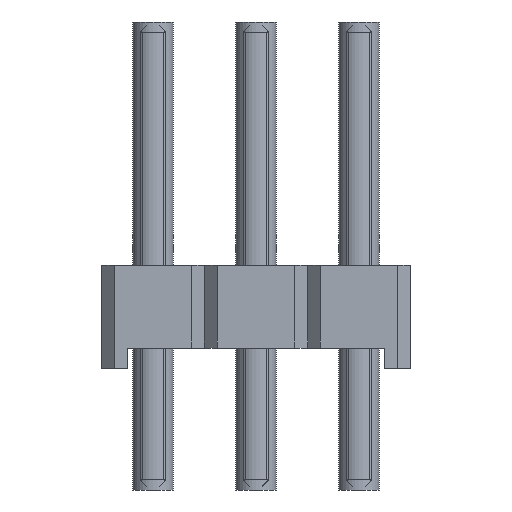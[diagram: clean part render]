
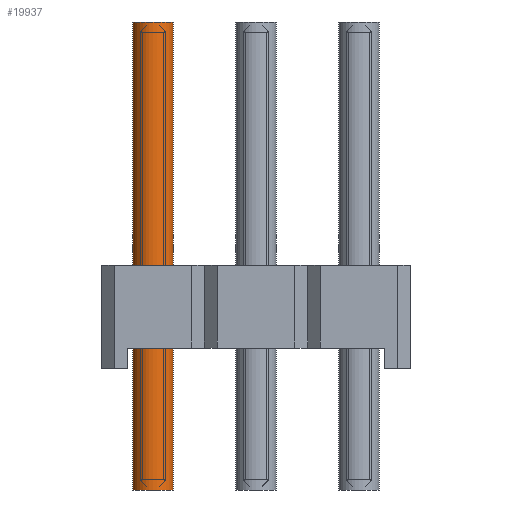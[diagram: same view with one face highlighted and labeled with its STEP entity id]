
A CAD part, left-side view. The second image highlights one B-rep face of the part: STEP entity #19937.
In plain terms, the highlighted cylindrical face has radius 0.5 mm (diameter 1 mm), a full revolution.
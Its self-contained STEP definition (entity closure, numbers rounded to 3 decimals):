
#407=CIRCLE('',#20988,0.5);
#408=CIRCLE('',#20989,0.5);
#1188=CYLINDRICAL_SURFACE('',#20987,0.5);
#1685=ORIENTED_EDGE('',*,*,#7603,.F.);
#1686=ORIENTED_EDGE('',*,*,#7604,.T.);
#7603=EDGE_CURVE('',#10571,#10571,#407,.T.);
#7604=EDGE_CURVE('',#10572,#10572,#408,.T.);
#10571=VERTEX_POINT('',#28900);
#10572=VERTEX_POINT('',#28902);
#16943=EDGE_LOOP('',(#1685));
#16944=EDGE_LOOP('',(#1686));
#18135=FACE_BOUND('',#16943,.T.);
#18136=FACE_BOUND('',#16944,.T.);
#19937=ADVANCED_FACE('',(#18135,#18136),#1188,.F.);
#20987=AXIS2_PLACEMENT_3D('',#28898,#22937,#22938);
#20988=AXIS2_PLACEMENT_3D('',#28899,#22939,#22940);
#20989=AXIS2_PLACEMENT_3D('',#28901,#22941,#22942);
#22937=DIRECTION('',(0.,0.,1.));
#22938=DIRECTION('',(1.,0.,0.));
#22939=DIRECTION('',(0.,0.,-1.));
#22940=DIRECTION('',(1.,0.,0.));
#22941=DIRECTION('',(0.,0.,-1.));
#22942=DIRECTION('',(1.,0.,0.));
#28898=CARTESIAN_POINT('',(0.,0.,0.));
#28899=CARTESIAN_POINT('',(0.,0.,11.54));
#28900=CARTESIAN_POINT('',(0.5,0.,11.54));
#28901=CARTESIAN_POINT('',(0.,0.,0.));
#28902=CARTESIAN_POINT('',(0.5,0.,0.));
